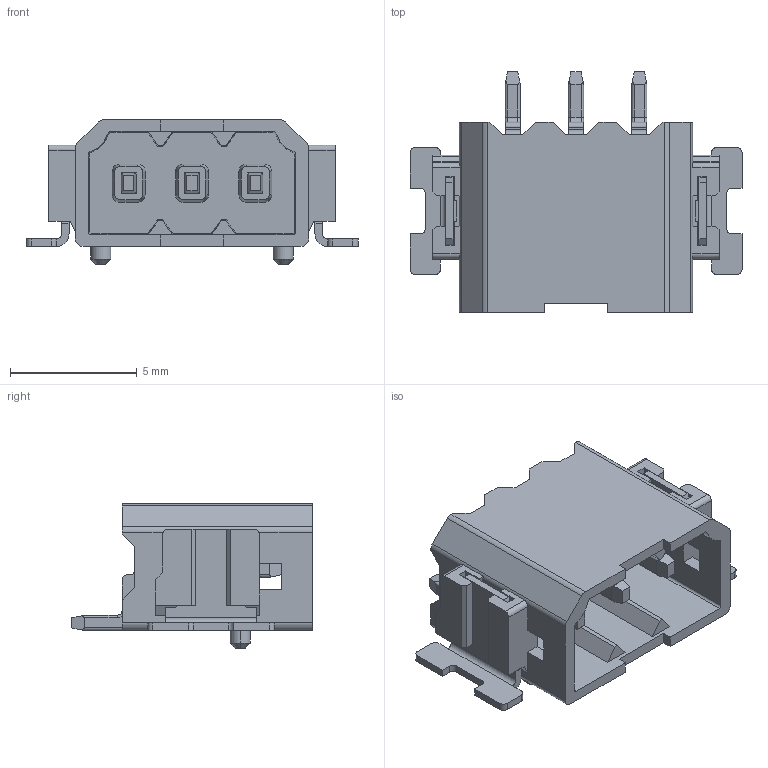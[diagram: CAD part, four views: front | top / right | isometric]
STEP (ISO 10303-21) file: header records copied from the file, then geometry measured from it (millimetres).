
FILE_DESCRIPTION(('Creo Elements/Direct Modeling STEP Export'),'2;1');
FILE_NAME('model.stp','2020-10-05T 9:57:37',(''),(''),'Creo Elements/Direct Modeling STEP processor for AP214 (Solid Model)','Creo Elements/Direct Modeling 20.1A 29-Sep-2018 (C) Parametric Technology GmbH','');
FILE_SCHEMA(('AUTOMOTIVE_DESIGN { 1 0 10303 214 1 1 1 1 }'));
Length unit declared in the file: millimetre
Products named in the file (4): AT_PTSM_0_5_2_5_HH_SMD; LP_PTSM_0_5_2_5_G_SMD_METALL_H_0_00; LR_0_5_2_5_SMD_ANKER.1; PTSM 0.5_3-HH-2.5-SMD
Assembly tree (6 placements, depth 2):
  PTSM 0.5_3-HH-2.5-SMD
    LR_0_5_2_5_SMD_ANKER.1  x2
    LP_PTSM_0_5_2_5_G_SMD_METALL_H_0_00  x3
    AT_PTSM_0_5_2_5_HH_SMD
Bounding box: 13.1 x 9.5 x 5.7 mm (x, y, z)
Volume: 210.1 mm3; surface area: 661.5 mm2
Topology: 6 solids, 6 shells, 480 faces, 1352 edges, 886 vertices
Faces by surface type: plane 350, cylinder 100, cone 18, torus 12
Entity records: 13498 total; most frequent: CARTESIAN_POINT 2059, ORIENTED_EDGE 1892, DIRECTION 1704, EDGE_CURVE 946, VECTOR 782, LINE 782, VERTEX_POINT 622, AXIS2_PLACEMENT_3D 461
